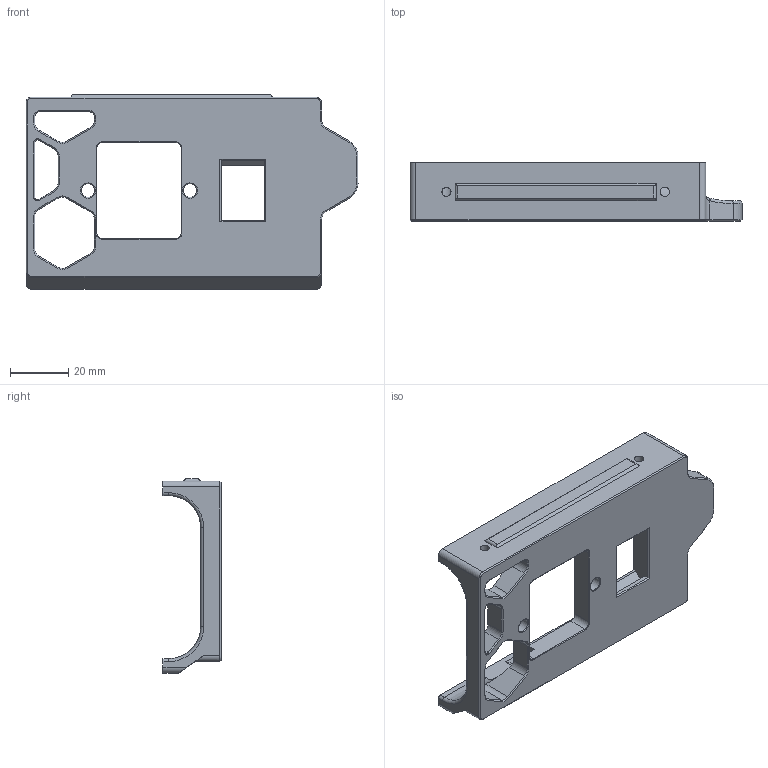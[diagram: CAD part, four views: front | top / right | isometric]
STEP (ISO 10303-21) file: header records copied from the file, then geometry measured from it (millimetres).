
FILE_DESCRIPTION(/* description */ (''),/* implementation_level */ '2;1');
FILE_NAME(/* name */ 'switchwire-power-inlet v7 v1.step',/* time_stamp */ '2022-03-20T19:59:32-07:00',/* author */ (''),/* organization */ (''),/* preprocessor_version */ 'ST-DEVELOPER v18.1',/* originating_system */ 'Autodesk Translation Framework v10.13.0.1454',/* authorisation */ '');
FILE_SCHEMA (('AUTOMOTIVE_DESIGN { 1 0 10303 214 3 1 1 }'));
Length unit declared in the file: millimetre
Products named in the file (5): switchwire-power-inlet v7; Skirt; Rear; Right_Keystone; Keystone Panel
Assembly tree (4 placements, depth 5):
  switchwire-power-inlet v7
    Skirt
      Rear
        Right_Keystone
          Keystone Panel
Bounding box: 114 x 20 x 66.8 mm (x, y, z)
Volume: 41982.4 mm3; surface area: 21635.9 mm2
Topology: 1 solids, 1 shells, 263 faces, 706 edges, 445 vertices
Faces by surface type: plane 124, cylinder 94, cone 23, torus 15, bspline 7
Full cylindrical faces by diameter (mm): 3.2 x2, 4.7 x3, 6 x2
Entity records: 8851 total; most frequent: CARTESIAN_POINT 2064, DIRECTION 1419, ORIENTED_EDGE 1412, EDGE_CURVE 706, AXIS2_PLACEMENT_3D 500, VERTEX_POINT 445, LINE 419, VECTOR 419
